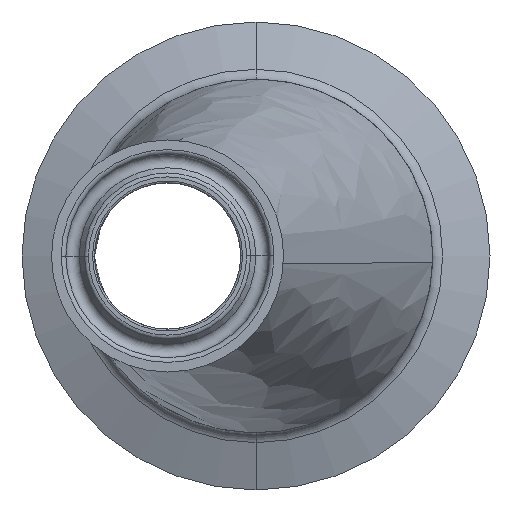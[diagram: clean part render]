
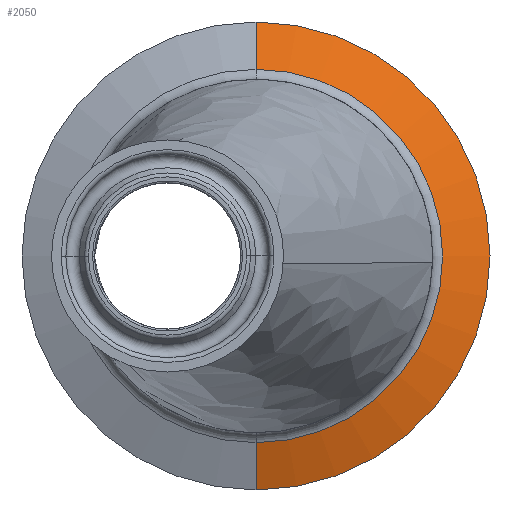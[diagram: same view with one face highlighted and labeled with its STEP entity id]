
A CAD part, front view. The second image highlights one B-rep face of the part: STEP entity #2050.
In plain terms, the highlighted conical face has half-angle 70 degrees and reference radius 20.103 mm.
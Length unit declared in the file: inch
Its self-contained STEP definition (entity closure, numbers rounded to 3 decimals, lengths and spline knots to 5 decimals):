
#138 = CIRCLE ( 'NONE', #393, 0.99213 ) ;
#167 = CARTESIAN_POINT ( 'NONE',  ( 0., 0.31475, 0.79145 ) ) ;
#217 = ORIENTED_EDGE ( 'NONE', *, *, #1670, .F. ) ;
#244 = LINE ( 'NONE', #405, #2031 ) ;
#300 = VERTEX_POINT ( 'NONE', #619 ) ;
#302 = VERTEX_POINT ( 'NONE', #1400 ) ;
#384 = CONICAL_SURFACE ( 'NONE', #1743, 0.79145, 1.222 ) ;
#393 = AXIS2_PLACEMENT_3D ( 'NONE', #1363, #1352, #690 ) ;
#394 = VERTEX_POINT ( 'NONE', #605 ) ;
#405 = CARTESIAN_POINT ( 'NONE',  ( 0., 0.31475, -0.79145 ) ) ;
#433 = DIRECTION ( 'NONE',  ( 0., 0., 1. ) ) ;
#605 = CARTESIAN_POINT ( 'NONE',  ( 0., 0.3878, 0.99213 ) ) ;
#619 = CARTESIAN_POINT ( 'NONE',  ( 0., 0.31475, 0.79145 ) ) ;
#690 = DIRECTION ( 'NONE',  ( 0., 0., 1. ) ) ;
#696 = DIRECTION ( 'NONE',  ( 0., 0., 1. ) ) ;
#760 = CIRCLE ( 'NONE', #1038, 0.79145 ) ;
#762 = CARTESIAN_POINT ( 'NONE',  ( 0., 0.31475, 0. ) ) ;
#824 = FACE_OUTER_BOUND ( 'NONE', #1455, .T. ) ;
#832 = VECTOR ( 'NONE', #1194, 39.37008 ) ;
#835 = VERTEX_POINT ( 'NONE', #1862 ) ;
#864 = EDGE_CURVE ( 'NONE', #835, #302, #244, .T. ) ;
#996 = LINE ( 'NONE', #167, #832 ) ;
#1032 = DIRECTION ( 'NONE',  ( 0., 1., 0. ) ) ;
#1038 = AXIS2_PLACEMENT_3D ( 'NONE', #2046, #1032, #696 ) ;
#1175 = ORIENTED_EDGE ( 'NONE', *, *, #1684, .F. ) ;
#1194 = DIRECTION ( 'NONE',  ( 0., 0.342, 0.94 ) ) ;
#1214 = DIRECTION ( 'NONE',  ( 0., 0.342, -0.94 ) ) ;
#1352 = DIRECTION ( 'NONE',  ( 0., 1., 0. ) ) ;
#1363 = CARTESIAN_POINT ( 'NONE',  ( 0., 0.3878, 0. ) ) ;
#1400 = CARTESIAN_POINT ( 'NONE',  ( 0., 0.3878, -0.99213 ) ) ;
#1455 = EDGE_LOOP ( 'NONE', ( #1736, #1923, #217, #1175 ) ) ;
#1670 = EDGE_CURVE ( 'NONE', #394, #302, #138, .T. ) ;
#1684 = EDGE_CURVE ( 'NONE', #300, #394, #996, .T. ) ;
#1736 = ORIENTED_EDGE ( 'NONE', *, *, #2161, .T. ) ;
#1743 = AXIS2_PLACEMENT_3D ( 'NONE', #762, #1934, #433 ) ;
#1862 = CARTESIAN_POINT ( 'NONE',  ( 0., 0.31475, -0.79145 ) ) ;
#1923 = ORIENTED_EDGE ( 'NONE', *, *, #864, .T. ) ;
#1934 = DIRECTION ( 'NONE',  ( 0., 1., 0. ) ) ;
#2031 = VECTOR ( 'NONE', #1214, 39.37008 ) ;
#2046 = CARTESIAN_POINT ( 'NONE',  ( 0., 0.31475, 0. ) ) ;
#2050 = ADVANCED_FACE ( 'NONE', ( #824 ), #384, .T. ) ;
#2161 = EDGE_CURVE ( 'NONE', #300, #835, #760, .T. ) ;
